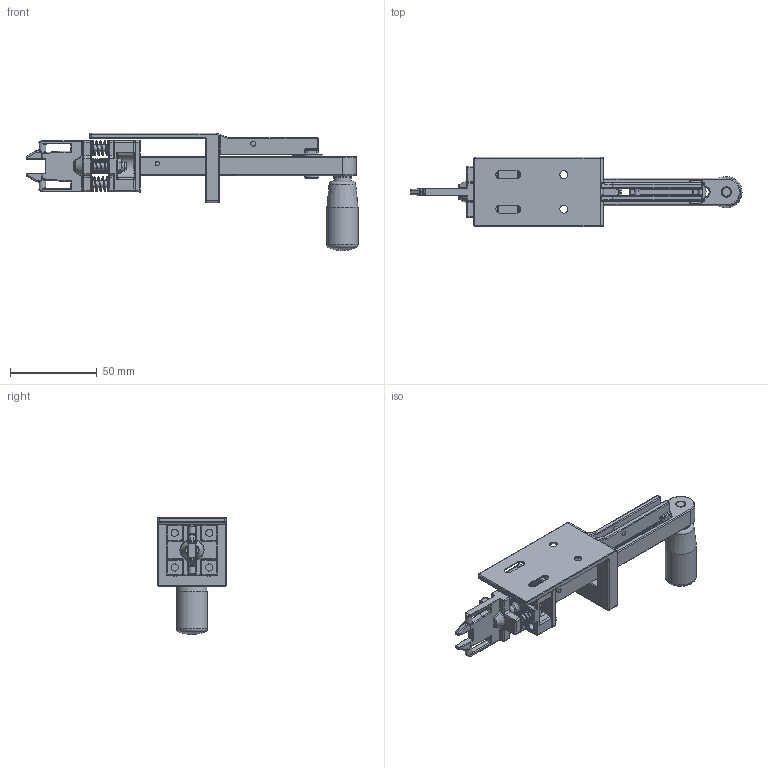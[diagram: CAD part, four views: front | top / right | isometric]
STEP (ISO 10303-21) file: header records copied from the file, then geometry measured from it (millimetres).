
FILE_DESCRIPTION (( 'STEP AP214' ), '1' );
FILE_NAME ('ST2312-CS-ACTUATOR.STEP', '2018-05-15T16:43:47', ( '' ), ( '' ), 'SwSTEP 2.0', 'SolidWorks 2017', '' );
FILE_SCHEMA (( 'AUTOMOTIVE_DESIGN' ));
Length unit declared in the file: inch
Products named in the file (1): ST2312-CS-ACTUATOR
Bounding box: 191.85 x 40 x 67.81 mm (x, y, z)
Volume: 45609.9 mm3; surface area: 38948.4 mm2
Topology: 22 solids, 24 shells, 1921 faces, 4823 edges, 2937 vertices
Faces by surface type: plane 702, bspline 508, cylinder 420, torus 193, cone 61, sphere 37
Full cylindrical faces by diameter (mm): 0.4 x1, 2 x5, 2.5 x3, 3 x3, 3.141 x1, 3.242 x5, 4 x7, 4.134 x4, 4.3 x1, 4.5 x2, 4.917 x1, 5 x6, 5.5 x1, 5.8 x4, 5.95 x4, 6 x5, 8.5 x1, 10 x5, 12 x1, 18.02 x1
Entity records: 87679 total; most frequent: CARTESIAN_POINT 43778, ORIENTED_EDGE 9128, DIRECTION 6906, EDGE_CURVE 4564, VERTEX_POINT 2879, AXIS2_PLACEMENT_3D 2303, LINE 2300, VECTOR 2300
